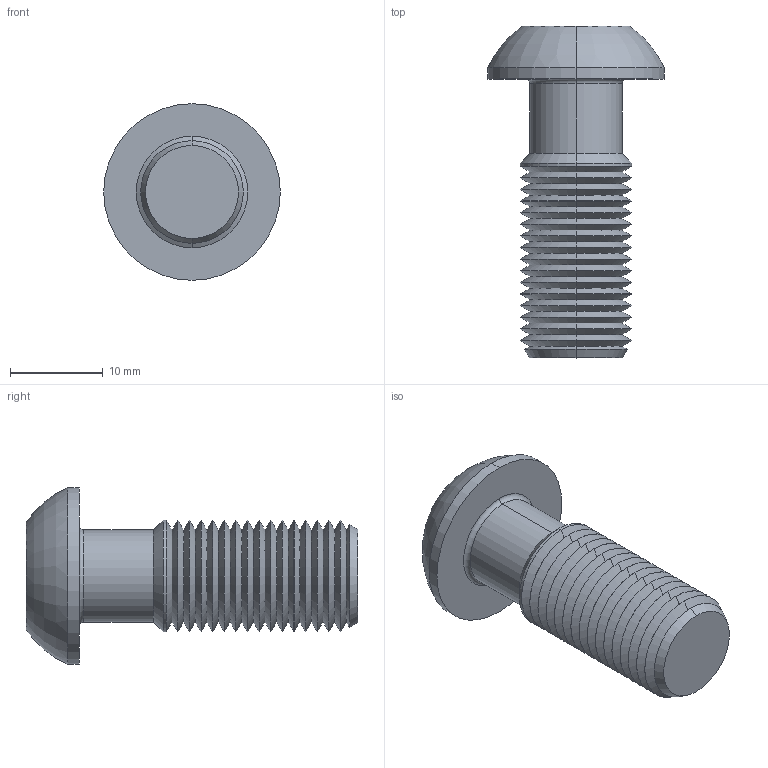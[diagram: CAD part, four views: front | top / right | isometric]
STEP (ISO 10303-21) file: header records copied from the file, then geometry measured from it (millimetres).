
FILE_DESCRIPTION (( 'STEP AP214' ), '1' );
FILE_NAME ('093m1230t.STEP', '2014-08-21T08:07:05', ( '' ), ( '' ), 'SwSTEP 2.0', 'SolidWorks 2014', '' );
FILE_SCHEMA (( 'AUTOMOTIVE_DESIGN' ));
Length unit declared in the file: millimetre
Products named in the file (1): 093m1230t
Bounding box: 19 x 35.7 x 19 mm (x, y, z)
Volume: 3757.9 mm3; surface area: 2540.9 mm2
Topology: 1 solids, 1 shells, 147 faces, 324 edges, 181 vertices
Faces by surface type: cone 72, cylinder 49, plane 22, torus 4
Entity records: 4191 total; most frequent: CARTESIAN_POINT 925, DIRECTION 699, ORIENTED_EDGE 648, EDGE_CURVE 324, AXIS2_PLACEMENT_3D 283, VERTEX_POINT 181, EDGE_LOOP 149, ADVANCED_FACE 147
